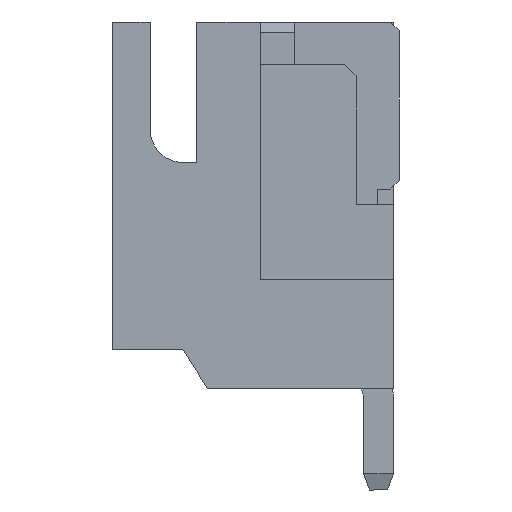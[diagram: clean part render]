
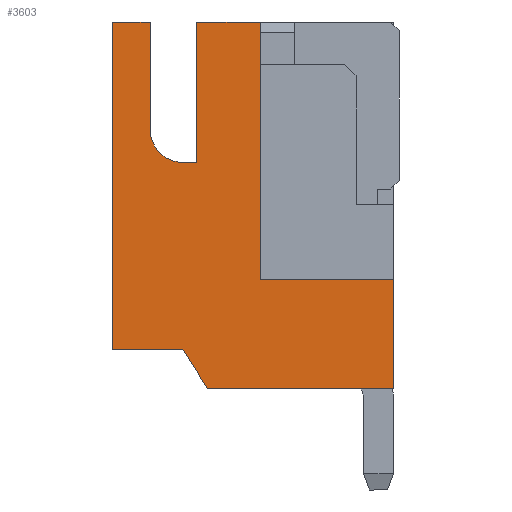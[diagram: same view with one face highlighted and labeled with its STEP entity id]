
A CAD part, left-side view. The second image highlights one B-rep face of the part: STEP entity #3603.
In plain terms, the highlighted planar face has unit normal (-1, 0, 0).
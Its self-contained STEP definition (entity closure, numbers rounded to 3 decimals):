
#57 = PLANE ( 'NONE',  #4458 ) ;
#102 = ORIENTED_EDGE ( 'NONE', *, *, #3567, .F. ) ;
#165 = EDGE_CURVE ( 'NONE', #3983, #180, #2549, .T. ) ;
#180 = VERTEX_POINT ( 'NONE', #4693 ) ;
#186 = VERTEX_POINT ( 'NONE', #3416 ) ;
#312 = LINE ( 'NONE', #2042, #3438 ) ;
#400 = CARTESIAN_POINT ( 'NONE',  ( -8.775, 4.099, -2.825 ) ) ;
#481 = VECTOR ( 'NONE', #491, 1000. ) ;
#491 = DIRECTION ( 'NONE',  ( 0., 0., -1. ) ) ;
#522 = CARTESIAN_POINT ( 'NONE',  ( -8.775, 6.125, 5. ) ) ;
#534 = VERTEX_POINT ( 'NONE', #4271 ) ;
#552 = LINE ( 'NONE', #4914, #2046 ) ;
#650 = VECTOR ( 'NONE', #3307, 1000. ) ;
#697 = DIRECTION ( 'NONE',  ( 0., 0., 1. ) ) ;
#705 = LINE ( 'NONE', #3732, #650 ) ;
#815 = AXIS2_PLACEMENT_3D ( 'NONE', #3067, #2569, #3911 ) ;
#831 = CARTESIAN_POINT ( 'NONE',  ( -8.775, 0.125, -2.825 ) ) ;
#854 = VERTEX_POINT ( 'NONE', #522 ) ;
#885 = LINE ( 'NONE', #5582, #4275 ) ;
#938 = DIRECTION ( 'NONE',  ( 0., 0., -1. ) ) ;
#1261 = CARTESIAN_POINT ( 'NONE',  ( -8.775, 2.975, -0.5 ) ) ;
#1288 = VECTOR ( 'NONE', #2988, 1000. ) ;
#1310 = VERTEX_POINT ( 'NONE', #4899 ) ;
#1313 = EDGE_CURVE ( 'NONE', #1927, #4627, #5403, .T. ) ;
#1412 = EDGE_CURVE ( 'NONE', #4173, #5471, #705, .T. ) ;
#1471 = VECTOR ( 'NONE', #5161, 1000. ) ;
#1531 = DIRECTION ( 'NONE',  ( 0., 1., 0. ) ) ;
#1572 = CARTESIAN_POINT ( 'NONE',  ( -8.775, 4.325, 2. ) ) ;
#1633 = DIRECTION ( 'NONE',  ( 0., 0., 1. ) ) ;
#1677 = DIRECTION ( 'NONE',  ( 0., 0., -1. ) ) ;
#1730 = CARTESIAN_POINT ( 'NONE',  ( -8.775, 4.625, -2. ) ) ;
#1742 = VERTEX_POINT ( 'NONE', #1572 ) ;
#1845 = VECTOR ( 'NONE', #3843, 1000. ) ;
#1902 = DIRECTION ( 'NONE',  ( -1., 0., 0. ) ) ;
#1927 = VERTEX_POINT ( 'NONE', #5562 ) ;
#2042 = CARTESIAN_POINT ( 'NONE',  ( -8.775, 6.125, -2. ) ) ;
#2046 = VECTOR ( 'NONE', #2767, 1000. ) ;
#2067 = EDGE_CURVE ( 'NONE', #854, #3983, #552, .T. ) ;
#2156 = LINE ( 'NONE', #831, #481 ) ;
#2251 = EDGE_CURVE ( 'NONE', #5471, #186, #2366, .T. ) ;
#2364 = ORIENTED_EDGE ( 'NONE', *, *, #4435, .F. ) ;
#2366 = LINE ( 'NONE', #1730, #5337 ) ;
#2480 = VERTEX_POINT ( 'NONE', #4074 ) ;
#2549 = LINE ( 'NONE', #5593, #1845 ) ;
#2569 = DIRECTION ( 'NONE',  ( -1., 0., 0. ) ) ;
#2665 = ORIENTED_EDGE ( 'NONE', *, *, #4709, .F. ) ;
#2729 = CARTESIAN_POINT ( 'NONE',  ( -8.775, 0.125, -0.5 ) ) ;
#2765 = EDGE_LOOP ( 'NONE', ( #3418, #2364, #3370, #2665, #3748, #3193, #5102, #5447, #5103, #4522, #3617, #3325, #102 ) ) ;
#2767 = DIRECTION ( 'NONE',  ( 0., -1., 0. ) ) ;
#2836 = DIRECTION ( 'NONE',  ( 0., -1., 0. ) ) ;
#2988 = DIRECTION ( 'NONE',  ( 0., -1., 0. ) ) ;
#2999 = EDGE_CURVE ( 'NONE', #1310, #854, #5510, .T. ) ;
#3067 = CARTESIAN_POINT ( 'NONE',  ( -8.775, 4.625, 2.7 ) ) ;
#3091 = VECTOR ( 'NONE', #2836, 1000. ) ;
#3188 = EDGE_CURVE ( 'NONE', #2480, #5236, #3410, .T. ) ;
#3193 = ORIENTED_EDGE ( 'NONE', *, *, #2067, .F. ) ;
#3271 = CARTESIAN_POINT ( 'NONE',  ( -8.775, 6.125, 5. ) ) ;
#3307 = DIRECTION ( 'NONE',  ( 0., 1., 0. ) ) ;
#3325 = ORIENTED_EDGE ( 'NONE', *, *, #3188, .F. ) ;
#3370 = ORIENTED_EDGE ( 'NONE', *, *, #3486, .F. ) ;
#3377 = CARTESIAN_POINT ( 'NONE',  ( -8.775, 4.325, 5. ) ) ;
#3396 = VECTOR ( 'NONE', #1633, 1000. ) ;
#3410 = LINE ( 'NONE', #1261, #1288 ) ;
#3416 = CARTESIAN_POINT ( 'NONE',  ( -8.775, 4.625, -2. ) ) ;
#3418 = ORIENTED_EDGE ( 'NONE', *, *, #1313, .F. ) ;
#3430 = CARTESIAN_POINT ( 'NONE',  ( -8.775, 4.325, 2. ) ) ;
#3438 = VECTOR ( 'NONE', #1531, 1000. ) ;
#3486 = EDGE_CURVE ( 'NONE', #534, #1742, #4708, .T. ) ;
#3533 = EDGE_CURVE ( 'NONE', #5236, #4173, #2156, .T. ) ;
#3567 = EDGE_CURVE ( 'NONE', #4627, #2480, #885, .T. ) ;
#3601 = FACE_OUTER_BOUND ( 'NONE', #2765, .T. ) ;
#3603 = ADVANCED_FACE ( 'NONE', ( #3601 ), #57, .T. ) ;
#3617 = ORIENTED_EDGE ( 'NONE', *, *, #3533, .F. ) ;
#3623 = CARTESIAN_POINT ( 'NONE',  ( -8.775, 5.325, 5. ) ) ;
#3732 = CARTESIAN_POINT ( 'NONE',  ( -8.775, 4.099, -2.825 ) ) ;
#3748 = ORIENTED_EDGE ( 'NONE', *, *, #165, .F. ) ;
#3843 = DIRECTION ( 'NONE',  ( 0., 0., -1. ) ) ;
#3911 = DIRECTION ( 'NONE',  ( 0., 0., -1. ) ) ;
#3983 = VERTEX_POINT ( 'NONE', #3623 ) ;
#3984 = CARTESIAN_POINT ( 'NONE',  ( -8.775, 0.125, 5. ) ) ;
#4074 = CARTESIAN_POINT ( 'NONE',  ( -8.775, 2.975, -0.5 ) ) ;
#4153 = CIRCLE ( 'NONE', #815, 0.7 ) ;
#4173 = VERTEX_POINT ( 'NONE', #4557 ) ;
#4230 = LINE ( 'NONE', #3377, #4609 ) ;
#4271 = CARTESIAN_POINT ( 'NONE',  ( -8.775, 4.625, 2. ) ) ;
#4275 = VECTOR ( 'NONE', #1677, 1000. ) ;
#4435 = EDGE_CURVE ( 'NONE', #1742, #1927, #4230, .T. ) ;
#4458 = AXIS2_PLACEMENT_3D ( 'NONE', #4480, #1902, #938 ) ;
#4480 = CARTESIAN_POINT ( 'NONE',  ( -8.775, 0., 0. ) ) ;
#4522 = ORIENTED_EDGE ( 'NONE', *, *, #1412, .F. ) ;
#4557 = CARTESIAN_POINT ( 'NONE',  ( -8.775, 0.125, -2.825 ) ) ;
#4609 = VECTOR ( 'NONE', #697, 1000. ) ;
#4627 = VERTEX_POINT ( 'NONE', #4741 ) ;
#4693 = CARTESIAN_POINT ( 'NONE',  ( -8.775, 5.325, 2.7 ) ) ;
#4707 = DIRECTION ( 'NONE',  ( 0., 0.537, 0.843 ) ) ;
#4708 = LINE ( 'NONE', #3430, #1471 ) ;
#4709 = EDGE_CURVE ( 'NONE', #180, #534, #4153, .T. ) ;
#4741 = CARTESIAN_POINT ( 'NONE',  ( -8.775, 2.975, 5. ) ) ;
#4899 = CARTESIAN_POINT ( 'NONE',  ( -8.775, 6.125, -2. ) ) ;
#4914 = CARTESIAN_POINT ( 'NONE',  ( -8.775, 5.325, 5. ) ) ;
#5102 = ORIENTED_EDGE ( 'NONE', *, *, #2999, .F. ) ;
#5103 = ORIENTED_EDGE ( 'NONE', *, *, #2251, .F. ) ;
#5161 = DIRECTION ( 'NONE',  ( 0., -1., 0. ) ) ;
#5236 = VERTEX_POINT ( 'NONE', #2729 ) ;
#5337 = VECTOR ( 'NONE', #4707, 1000. ) ;
#5398 = EDGE_CURVE ( 'NONE', #186, #1310, #312, .T. ) ;
#5403 = LINE ( 'NONE', #3984, #3091 ) ;
#5447 = ORIENTED_EDGE ( 'NONE', *, *, #5398, .F. ) ;
#5471 = VERTEX_POINT ( 'NONE', #400 ) ;
#5510 = LINE ( 'NONE', #3271, #3396 ) ;
#5562 = CARTESIAN_POINT ( 'NONE',  ( -8.775, 4.325, 5. ) ) ;
#5582 = CARTESIAN_POINT ( 'NONE',  ( -8.775, 2.975, 5. ) ) ;
#5593 = CARTESIAN_POINT ( 'NONE',  ( -8.775, 5.325, 2.7 ) ) ;
